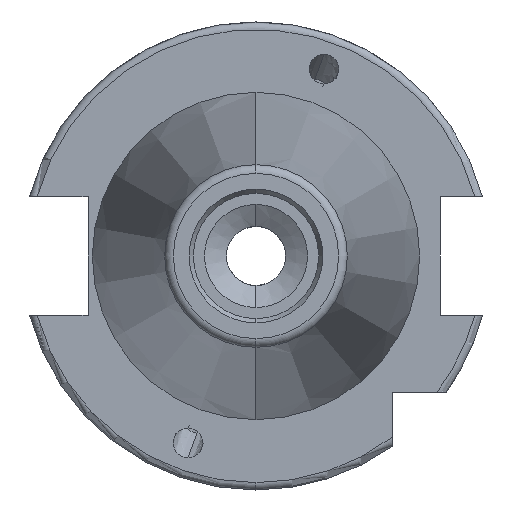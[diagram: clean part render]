
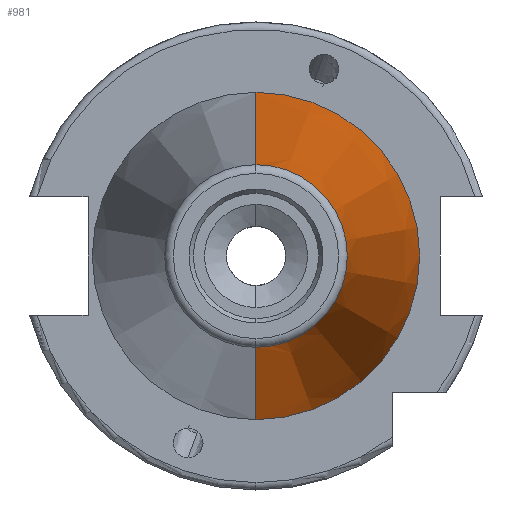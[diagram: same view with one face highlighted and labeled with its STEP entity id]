
A CAD part, left-side view. The second image highlights one B-rep face of the part: STEP entity #981.
In plain terms, the highlighted conical face has half-angle 8.297 degrees and reference radius 22.225 mm.
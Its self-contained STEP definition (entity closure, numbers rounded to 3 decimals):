
#964 = ORIENTED_EDGE ( 'NONE', *, *, #965, .F. ) ;
#965 = EDGE_CURVE ( 'NONE', #983, #966, #3187, .T. ) ;
#966 = VERTEX_POINT ( 'NONE', #3305 ) ;
#973 = ORIENTED_EDGE ( 'NONE', *, *, #974, .T. ) ;
#974 = EDGE_CURVE ( 'NONE', #983, #1197, #3302, .T. ) ;
#975 = ORIENTED_EDGE ( 'NONE', *, *, #1196, .T. ) ;
#976 = ORIENTED_EDGE ( 'NONE', *, *, #977, .F. ) ;
#977 = EDGE_CURVE ( 'NONE', #966, #1194, #3293, .T. ) ;
#981 = ADVANCED_FACE ( 'NONE', ( #3162 ), #3253, .T. ) ;
#982 = EDGE_LOOP ( 'NONE', ( #964, #973, #975, #976 ) ) ;
#983 = VERTEX_POINT ( 'NONE', #3251 ) ;
#1194 = VERTEX_POINT ( 'NONE', #3678 ) ;
#1196 = EDGE_CURVE ( 'NONE', #1197, #1194, #3677, .T. ) ;
#1197 = VERTEX_POINT ( 'NONE', #3672 ) ;
#3162 = FACE_OUTER_BOUND ( 'NONE', #982, .T. ) ;
#3187 = CIRCLE ( 'NONE', #3309, 12.4 ) ;
#3248 = DIRECTION ( 'NONE',  ( 0., 0., 1. ) ) ;
#3249 = DIRECTION ( 'NONE',  ( 1., 0., 0. ) ) ;
#3250 = AXIS2_PLACEMENT_3D ( 'NONE', #3252, #3249, #3248 ) ;
#3251 = CARTESIAN_POINT ( 'NONE',  ( -67.373, 0., -12.4 ) ) ;
#3252 = CARTESIAN_POINT ( 'NONE',  ( 0., 0., 0. ) ) ;
#3253 = CONICAL_SURFACE ( 'NONE', #3250, 22.225, 0.145 ) ;
#3290 = DIRECTION ( 'NONE',  ( 0.99, 0., 0.144 ) ) ;
#3291 = VECTOR ( 'NONE', #3290, 1000. ) ;
#3292 = CARTESIAN_POINT ( 'NONE',  ( 0., 0., 22.225 ) ) ;
#3293 = LINE ( 'NONE', #3292, #3291 ) ;
#3294 = DIRECTION ( 'NONE',  ( 0.99, 0., -0.144 ) ) ;
#3295 = VECTOR ( 'NONE', #3294, 1000. ) ;
#3296 = CARTESIAN_POINT ( 'NONE',  ( 0., 0., -22.225 ) ) ;
#3302 = LINE ( 'NONE', #3296, #3295 ) ;
#3305 = CARTESIAN_POINT ( 'NONE',  ( -67.373, 0., 12.4 ) ) ;
#3306 = DIRECTION ( 'NONE',  ( 0., 0., -1. ) ) ;
#3307 = DIRECTION ( 'NONE',  ( -1., 0., 0. ) ) ;
#3308 = CARTESIAN_POINT ( 'NONE',  ( -67.373, 0., 0. ) ) ;
#3309 = AXIS2_PLACEMENT_3D ( 'NONE', #3308, #3307, #3306 ) ;
#3672 = CARTESIAN_POINT ( 'NONE',  ( 0., 0., -22.225 ) ) ;
#3673 = DIRECTION ( 'NONE',  ( 0., 0., -1. ) ) ;
#3674 = DIRECTION ( 'NONE',  ( -1., 0., 0. ) ) ;
#3675 = CARTESIAN_POINT ( 'NONE',  ( 0., 0., 0. ) ) ;
#3676 = AXIS2_PLACEMENT_3D ( 'NONE', #3675, #3674, #3673 ) ;
#3677 = CIRCLE ( 'NONE', #3676, 22.225 ) ;
#3678 = CARTESIAN_POINT ( 'NONE',  ( 0., 0., 22.225 ) ) ;
